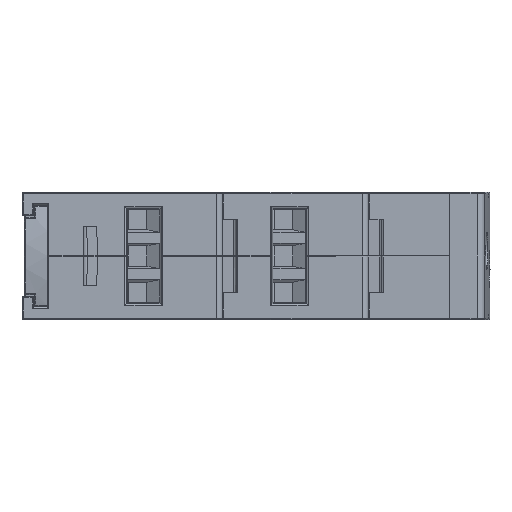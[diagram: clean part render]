
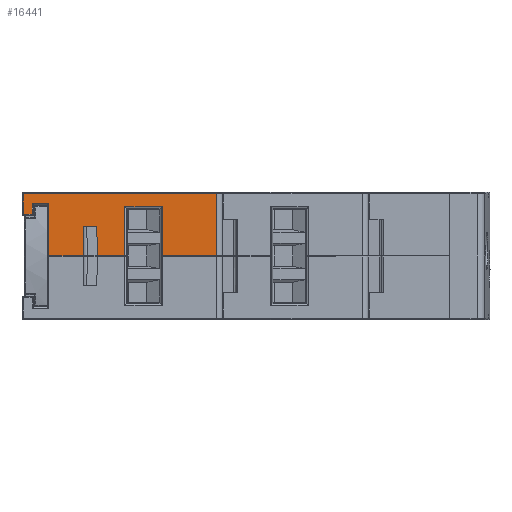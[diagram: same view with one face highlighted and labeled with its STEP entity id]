
A CAD part, front view. The second image highlights one B-rep face of the part: STEP entity #16441.
In plain terms, the highlighted planar face has unit normal (0, -1, 0).
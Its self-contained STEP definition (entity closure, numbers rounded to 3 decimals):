
#339 = CARTESIAN_POINT ( 'NONE',  ( 24.572, -58.236, 8.025 ) ) ;
#1302 = LINE ( 'NONE', #120844, #99870 ) ;
#1494 = VECTOR ( 'NONE', #98842, 1000. ) ;
#3763 = ORIENTED_EDGE ( 'NONE', *, *, #4686, .T. ) ;
#3832 = ORIENTED_EDGE ( 'NONE', *, *, #110352, .T. ) ;
#4686 = EDGE_CURVE ( 'NONE', #45972, #58422, #16484, .T. ) ;
#4742 = ORIENTED_EDGE ( 'NONE', *, *, #71892, .F. ) ;
#5514 = LINE ( 'NONE', #115938, #63783 ) ;
#8439 = ORIENTED_EDGE ( 'NONE', *, *, #55471, .F. ) ;
#8879 = VECTOR ( 'NONE', #65360, 1000. ) ;
#8998 = CARTESIAN_POINT ( 'NONE',  ( 37.956, -58.236, 4.975 ) ) ;
#9360 = VERTEX_POINT ( 'NONE', #68765 ) ;
#9966 = PLANE ( 'NONE',  #80215 ) ;
#11096 = EDGE_CURVE ( 'NONE', #9360, #78570, #65638, .T. ) ;
#11158 = DIRECTION ( 'NONE',  ( -0.009, 0., 1. ) ) ;
#12678 = CARTESIAN_POINT ( 'NONE',  ( 18.838, -58.236, -0.725 ) ) ;
#13015 = DIRECTION ( 'NONE',  ( 0., 0., -1. ) ) ;
#16441 = ADVANCED_FACE ( 'NONE', ( #64234 ), #9966, .F. ) ;
#16484 = LINE ( 'NONE', #72470, #8879 ) ;
#19203 = DIRECTION ( 'NONE',  ( 1., 0., 0. ) ) ;
#19623 = CARTESIAN_POINT ( 'NONE',  ( 10.656, -58.236, 4.975 ) ) ;
#20127 = LINE ( 'NONE', #96056, #38061 ) ;
#20253 = CARTESIAN_POINT ( 'NONE',  ( 24.572, -58.236, -0.725 ) ) ;
#21580 = VERTEX_POINT ( 'NONE', #80306 ) ;
#22515 = DIRECTION ( 'NONE',  ( 0., 1., 0. ) ) ;
#23343 = CARTESIAN_POINT ( 'NONE',  ( 11.856, -58.236, 8.025 ) ) ;
#23391 = VECTOR ( 'NONE', #13015, 1000. ) ;
#23511 = VECTOR ( 'NONE', #29237, 1000. ) ;
#26264 = DIRECTION ( 'NONE',  ( 0., 0., -1. ) ) ;
#27779 = EDGE_CURVE ( 'NONE', #48077, #45972, #96700, .T. ) ;
#29237 = DIRECTION ( 'NONE',  ( -0.009, 0., -1. ) ) ;
#30969 = EDGE_CURVE ( 'NONE', #117164, #97634, #78253, .T. ) ;
#31650 = CARTESIAN_POINT ( 'NONE',  ( 11.856, -58.236, 6.475 ) ) ;
#32159 = EDGE_CURVE ( 'NONE', #66129, #117164, #5514, .T. ) ;
#36335 = CARTESIAN_POINT ( 'NONE',  ( 37.956, -58.236, -0.725 ) ) ;
#38061 = VECTOR ( 'NONE', #48822, 1000. ) ;
#38379 = CARTESIAN_POINT ( 'NONE',  ( 37.956, -58.236, 6.008 ) ) ;
#39434 = EDGE_CURVE ( 'NONE', #66129, #83155, #100729, .T. ) ;
#43515 = VERTEX_POINT ( 'NONE', #52528 ) ;
#43890 = VERTEX_POINT ( 'NONE', #12678 ) ;
#43894 = CARTESIAN_POINT ( 'NONE',  ( 29.739, -58.236, 6.008 ) ) ;
#43961 = ORIENTED_EDGE ( 'NONE', *, *, #32159, .T. ) ;
#44192 = EDGE_CURVE ( 'NONE', #58422, #21580, #119260, .T. ) ;
#45294 = ORIENTED_EDGE ( 'NONE', *, *, #70465, .T. ) ;
#45338 = VECTOR ( 'NONE', #46302, 1000. ) ;
#45517 = CARTESIAN_POINT ( 'NONE',  ( 18.916, -58.236, 8.191 ) ) ;
#45972 = VERTEX_POINT ( 'NONE', #91434 ) ;
#46302 = DIRECTION ( 'NONE',  ( 1., 0., 0. ) ) ;
#46335 = CARTESIAN_POINT ( 'NONE',  ( 37.156, -58.236, 8.025 ) ) ;
#47048 = DIRECTION ( 'NONE',  ( 0., 0., 1. ) ) ;
#47240 = LINE ( 'NONE', #38379, #101062 ) ;
#48077 = VERTEX_POINT ( 'NONE', #43894 ) ;
#48822 = DIRECTION ( 'NONE',  ( -1., 0., 0. ) ) ;
#50793 = VERTEX_POINT ( 'NONE', #19623 ) ;
#51854 = ORIENTED_EDGE ( 'NONE', *, *, #88969, .T. ) ;
#52528 = CARTESIAN_POINT ( 'NONE',  ( 10.656, -58.236, 7.825 ) ) ;
#52944 = EDGE_CURVE ( 'NONE', #43515, #50793, #102428, .T. ) ;
#55471 = EDGE_CURVE ( 'NONE', #83155, #100143, #94338, .T. ) ;
#56319 = LINE ( 'NONE', #45517, #23511 ) ;
#58422 = VERTEX_POINT ( 'NONE', #116445 ) ;
#61660 = ORIENTED_EDGE ( 'NONE', *, *, #39434, .F. ) ;
#61797 = ORIENTED_EDGE ( 'NONE', *, *, #52944, .T. ) ;
#63395 = VECTOR ( 'NONE', #47048, 1000. ) ;
#63783 = VECTOR ( 'NONE', #115533, 1000. ) ;
#64234 = FACE_OUTER_BOUND ( 'NONE', #71847, .T. ) ;
#65360 = DIRECTION ( 'NONE',  ( 1., 0., 0. ) ) ;
#65638 = LINE ( 'NONE', #23343, #1494 ) ;
#65916 = DIRECTION ( 'NONE',  ( 0., 0., 1. ) ) ;
#66129 = VERTEX_POINT ( 'NONE', #111853 ) ;
#66293 = VECTOR ( 'NONE', #11158, 1000. ) ;
#68765 = CARTESIAN_POINT ( 'NONE',  ( 11.856, -58.236, 4.975 ) ) ;
#69066 = ORIENTED_EDGE ( 'NONE', *, *, #44192, .T. ) ;
#69101 = DIRECTION ( 'NONE',  ( 0., 0., -1. ) ) ;
#69826 = VERTEX_POINT ( 'NONE', #113825 ) ;
#70465 = EDGE_CURVE ( 'NONE', #69826, #43890, #70683, .T. ) ;
#70683 = LINE ( 'NONE', #36335, #45338 ) ;
#71847 = EDGE_LOOP ( 'NONE', ( #3763, #69066, #3832, #61797, #72067, #115195, #85039, #75485, #45294, #4742, #8439, #61660, #43961, #115328, #51854, #82660 ) ) ;
#71892 = EDGE_CURVE ( 'NONE', #100143, #43890, #56319, .T. ) ;
#72067 = ORIENTED_EDGE ( 'NONE', *, *, #117082, .T. ) ;
#72176 = CARTESIAN_POINT ( 'NONE',  ( 37.956, -58.236, 6.475 ) ) ;
#72470 = CARTESIAN_POINT ( 'NONE',  ( 37.956, -58.236, -0.725 ) ) ;
#74669 = VECTOR ( 'NONE', #75722, 1000. ) ;
#75485 = ORIENTED_EDGE ( 'NONE', *, *, #112080, .T. ) ;
#75722 = DIRECTION ( 'NONE',  ( 1., 0., 0. ) ) ;
#76865 = CARTESIAN_POINT ( 'NONE',  ( 24.572, -58.236, 6.008 ) ) ;
#78253 = LINE ( 'NONE', #339, #63395 ) ;
#78570 = VERTEX_POINT ( 'NONE', #31650 ) ;
#79645 = CARTESIAN_POINT ( 'NONE',  ( 37.956, -58.236, 8.025 ) ) ;
#80215 = AXIS2_PLACEMENT_3D ( 'NONE', #79645, #22515, #89235 ) ;
#80306 = CARTESIAN_POINT ( 'NONE',  ( 37.156, -58.236, 7.825 ) ) ;
#82660 = ORIENTED_EDGE ( 'NONE', *, *, #27779, .T. ) ;
#83074 = DIRECTION ( 'NONE',  ( 1., 0., 0. ) ) ;
#83155 = VERTEX_POINT ( 'NONE', #115094 ) ;
#84365 = CARTESIAN_POINT ( 'NONE',  ( 14.156, -58.236, 6.475 ) ) ;
#85039 = ORIENTED_EDGE ( 'NONE', *, *, #90770, .T. ) ;
#87812 = VERTEX_POINT ( 'NONE', #84365 ) ;
#87900 = CARTESIAN_POINT ( 'NONE',  ( 20.698, -58.236, 7.874 ) ) ;
#88089 = CARTESIAN_POINT ( 'NONE',  ( 10.656, -58.236, 8.025 ) ) ;
#88679 = CARTESIAN_POINT ( 'NONE',  ( 37.956, -58.236, 3.275 ) ) ;
#88969 = EDGE_CURVE ( 'NONE', #97634, #48077, #47240, .T. ) ;
#89235 = DIRECTION ( 'NONE',  ( -1., 0., 0. ) ) ;
#90770 = EDGE_CURVE ( 'NONE', #78570, #87812, #117781, .T. ) ;
#90960 = VECTOR ( 'NONE', #65916, 1000. ) ;
#91434 = CARTESIAN_POINT ( 'NONE',  ( 29.739, -58.236, -0.725 ) ) ;
#94338 = LINE ( 'NONE', #88679, #116598 ) ;
#96056 = CARTESIAN_POINT ( 'NONE',  ( 37.956, -58.236, 7.825 ) ) ;
#96700 = LINE ( 'NONE', #115836, #102663 ) ;
#97312 = CARTESIAN_POINT ( 'NONE',  ( 18.873, -58.236, 3.275 ) ) ;
#97634 = VERTEX_POINT ( 'NONE', #76865 ) ;
#98842 = DIRECTION ( 'NONE',  ( 0., 0., 1. ) ) ;
#99870 = VECTOR ( 'NONE', #26264, 1000. ) ;
#100143 = VERTEX_POINT ( 'NONE', #97312 ) ;
#100729 = LINE ( 'NONE', #87900, #66293 ) ;
#101062 = VECTOR ( 'NONE', #19203, 1000. ) ;
#102428 = LINE ( 'NONE', #88089, #23391 ) ;
#102663 = VECTOR ( 'NONE', #69101, 1000. ) ;
#104551 = LINE ( 'NONE', #8998, #74669 ) ;
#105768 = VECTOR ( 'NONE', #83074, 1000. ) ;
#106974 = DIRECTION ( 'NONE',  ( -1., 0., 0. ) ) ;
#110352 = EDGE_CURVE ( 'NONE', #21580, #43515, #20127, .T. ) ;
#111853 = CARTESIAN_POINT ( 'NONE',  ( 20.773, -58.236, -0.725 ) ) ;
#112080 = EDGE_CURVE ( 'NONE', #87812, #69826, #1302, .T. ) ;
#113825 = CARTESIAN_POINT ( 'NONE',  ( 14.156, -58.236, -0.725 ) ) ;
#115094 = CARTESIAN_POINT ( 'NONE',  ( 20.738, -58.236, 3.275 ) ) ;
#115195 = ORIENTED_EDGE ( 'NONE', *, *, #11096, .T. ) ;
#115328 = ORIENTED_EDGE ( 'NONE', *, *, #30969, .T. ) ;
#115533 = DIRECTION ( 'NONE',  ( 1., 0., 0. ) ) ;
#115836 = CARTESIAN_POINT ( 'NONE',  ( 29.739, -58.236, 8.025 ) ) ;
#115938 = CARTESIAN_POINT ( 'NONE',  ( 37.956, -58.236, -0.725 ) ) ;
#116445 = CARTESIAN_POINT ( 'NONE',  ( 37.156, -58.236, -0.725 ) ) ;
#116598 = VECTOR ( 'NONE', #106974, 1000. ) ;
#117082 = EDGE_CURVE ( 'NONE', #50793, #9360, #104551, .T. ) ;
#117164 = VERTEX_POINT ( 'NONE', #20253 ) ;
#117781 = LINE ( 'NONE', #72176, #105768 ) ;
#119260 = LINE ( 'NONE', #46335, #90960 ) ;
#120844 = CARTESIAN_POINT ( 'NONE',  ( 14.156, -58.236, 8.025 ) ) ;
